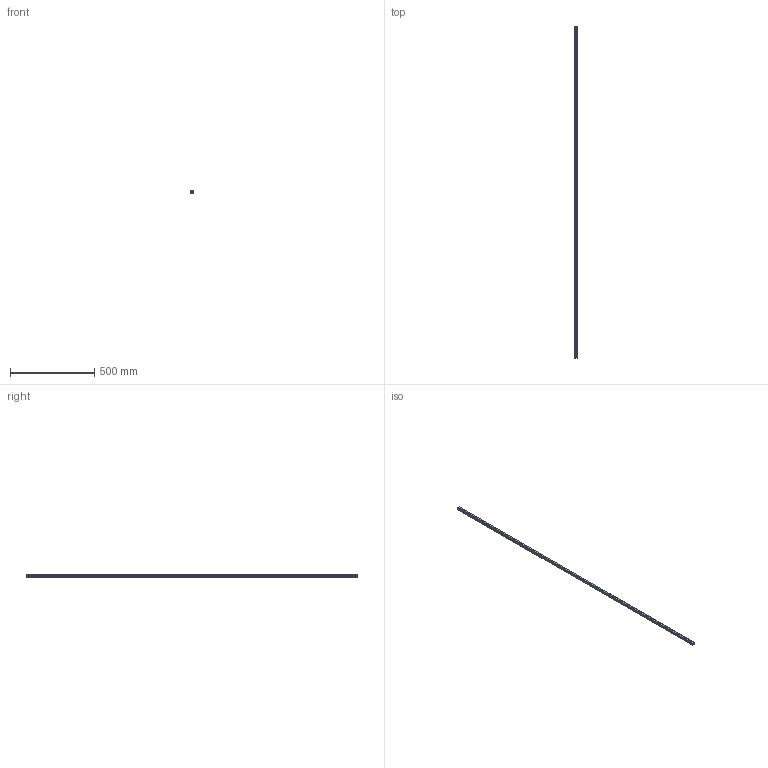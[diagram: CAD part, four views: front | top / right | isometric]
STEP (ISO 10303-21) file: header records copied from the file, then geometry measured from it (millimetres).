
FILE_DESCRIPTION(('STEP AP214'),'1');
FILE_NAME('cctmp_9B20A6C3-E491-4C9E-841B-825A6E768F4B_2021_01_19_13_05_47_0410..stp','2021-01-19T12:05:47',('HIWIN GmbH'),('CADClick - www.CADClick.com'),'Spatial InterOp 3D',' ','unknown authorization');
FILE_SCHEMA(('AUTOMOTIVE_DESIGN'));
Length unit declared in the file: millimetre
Products named in the file (1): HGR15T1970C_FILE
Bounding box: 15 x 1970 x 15 mm (x, y, z)
Volume: 369772.2 mm3; surface area: 125107.5 mm2
Topology: 1 solids, 1 shells, 247 faces, 657 edges, 383 vertices
Faces by surface type: cylinder 92, plane 89, cone 66
Entity records: 9145 total; most frequent: DIRECTION 1271, CARTESIAN_POINT 1222, ORIENTED_EDGE 1182, EDGE_CURVE 591, AXIS2_PLACEMENT_3D 432, LINE 407, VECTOR 407, VERTEX_POINT 383
